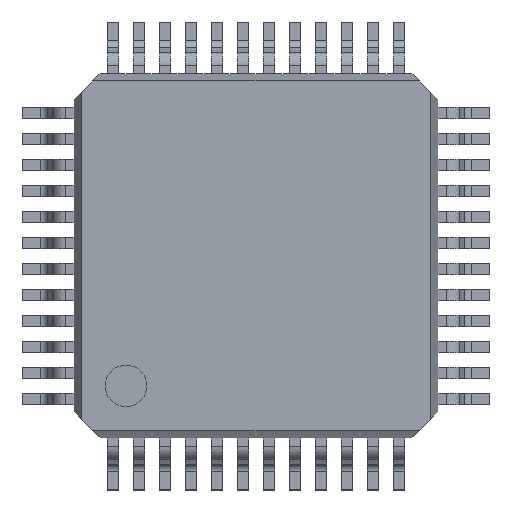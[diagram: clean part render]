
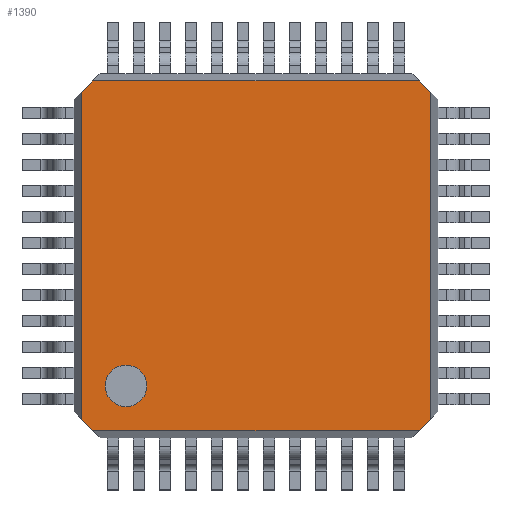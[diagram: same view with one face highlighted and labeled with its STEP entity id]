
A CAD part, top view. The second image highlights one B-rep face of the part: STEP entity #1390.
In plain terms, the highlighted planar face has unit normal (0, 0, 1).
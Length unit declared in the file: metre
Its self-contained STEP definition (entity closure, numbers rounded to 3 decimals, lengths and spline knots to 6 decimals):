
#1390 = ADVANCED_FACE( 'NONE', ( #3129, #3130 ), #3131, .F. );
#3129 = FACE_OUTER_BOUND( '', #5214, .T. );
#3130 = FACE_BOUND( '', #5215, .T. );
#3131 = PLANE( '', #5216 );
#5214 = EDGE_LOOP( '', ( #9463, #9464, #9465, #9466, #9467, #9468, #9469, #9470 ) );
#5215 = EDGE_LOOP( '', ( #9471 ) );
#5216 = AXIS2_PLACEMENT_3D( '', #9472, #9473, #9474 );
#9463 = ORIENTED_EDGE( '', *, *, #14521, .T. );
#9464 = ORIENTED_EDGE( '', *, *, #13146, .F. );
#9465 = ORIENTED_EDGE( '', *, *, #14522, .T. );
#9466 = ORIENTED_EDGE( '', *, *, #13886, .F. );
#9467 = ORIENTED_EDGE( '', *, *, #14159, .T. );
#9468 = ORIENTED_EDGE( '', *, *, #13154, .F. );
#9469 = ORIENTED_EDGE( '', *, *, #14523, .T. );
#9470 = ORIENTED_EDGE( '', *, *, #14392, .F. );
#9471 = ORIENTED_EDGE( '', *, *, #13352, .F. );
#9472 = CARTESIAN_POINT( '', ( -0.021284, 0., 0.0007 ) );
#9473 = DIRECTION( '', ( 0., 0., -1. ) );
#9474 = DIRECTION( '', ( 0., -1., 0. ) );
#13146 = EDGE_CURVE( 'NONE', #15996, #15983, #15998, .T. );
#13154 = EDGE_CURVE( 'NONE', #16010, #16000, #16012, .T. );
#13352 = EDGE_CURVE( 'NONE', #16348, #16348, #16349, .T. );
#13886 = EDGE_CURVE( 'NONE', #17216, #17206, #17218, .T. );
#14159 = EDGE_CURVE( 'NONE', #17216, #16000, #17640, .T. );
#14392 = EDGE_CURVE( 'NONE', #17954, #17956, #17957, .T. );
#14521 = EDGE_CURVE( 'NONE', #17954, #15983, #18138, .T. );
#14522 = EDGE_CURVE( 'NONE', #15996, #17206, #18139, .T. );
#14523 = EDGE_CURVE( 'NONE', #16010, #17956, #18140, .T. );
#15983 = VERTEX_POINT( 'NONE', #19972 );
#15996 = VERTEX_POINT( 'NONE', #19991 );
#15998 = LINE( '', #19994, #19995 );
#16000 = VERTEX_POINT( 'NONE', #19997 );
#16010 = VERTEX_POINT( 'NONE', #20012 );
#16012 = LINE( '', #20015, #20016 );
#16348 = VERTEX_POINT( '', #20478 );
#16349 = CIRCLE( '', #20479, 0.0004 );
#17206 = VERTEX_POINT( 'NONE', #21665 );
#17216 = VERTEX_POINT( 'NONE', #21680 );
#17218 = LINE( '', #21683, #21684 );
#17640 = LINE( '', #22268, #22269 );
#17954 = VERTEX_POINT( 'NONE', #22724 );
#17956 = VERTEX_POINT( 'NONE', #22727 );
#17957 = LINE( '', #22728, #22729 );
#18138 = LINE( '', #22984, #22985 );
#18139 = LINE( '', #22986, #22987 );
#18140 = LINE( '', #22988, #22989 );
#19972 = CARTESIAN_POINT( '', ( 0.003364, 0.003136, 0.0007 ) );
#19991 = CARTESIAN_POINT( '', ( 0.003136, 0.003364, 0.0007 ) );
#19994 = CARTESIAN_POINT( '', ( 0.003136, 0.003364, 0.0007 ) );
#19995 = VECTOR( '', #24751, 1. );
#19997 = CARTESIAN_POINT( '', ( -0.003364, -0.003136, 0.0007 ) );
#20012 = CARTESIAN_POINT( '', ( -0.003136, -0.003364, 0.0007 ) );
#20015 = CARTESIAN_POINT( '', ( -0.003136, -0.003364, 0.0007 ) );
#20016 = VECTOR( '', #24758, 1. );
#20478 = CARTESIAN_POINT( '', ( -0.0021, -0.0025, 0.0007 ) );
#20479 = AXIS2_PLACEMENT_3D( '', #24984, #24985, #24986 );
#21665 = CARTESIAN_POINT( '', ( -0.003136, 0.003364, 0.0007 ) );
#21680 = CARTESIAN_POINT( '', ( -0.003364, 0.003136, 0.0007 ) );
#21683 = CARTESIAN_POINT( '', ( -0.003364, 0.003136, 0.0007 ) );
#21684 = VECTOR( '', #25604, 1. );
#22268 = CARTESIAN_POINT( '', ( -0.003364, 0.0035, 0.0007 ) );
#22269 = VECTOR( '', #25923, 1. );
#22724 = CARTESIAN_POINT( '', ( 0.003364, -0.003136, 0.0007 ) );
#22727 = CARTESIAN_POINT( '', ( 0.003136, -0.003364, 0.0007 ) );
#22728 = CARTESIAN_POINT( '', ( 0.003364, -0.003136, 0.0007 ) );
#22729 = VECTOR( '', #26186, 1. );
#22984 = CARTESIAN_POINT( '', ( 0.003364, 0.0035, 0.0007 ) );
#22985 = VECTOR( '', #26327, 1. );
#22986 = CARTESIAN_POINT( '', ( -0.0035, 0.003364, 0.0007 ) );
#22987 = VECTOR( '', #26328, 1. );
#22988 = CARTESIAN_POINT( '', ( -0.0035, -0.003364, 0.0007 ) );
#22989 = VECTOR( '', #26329, 1. );
#24751 = DIRECTION( '', ( 0.707, -0.707, 0. ) );
#24758 = DIRECTION( '', ( -0.707, 0.707, 0. ) );
#24984 = CARTESIAN_POINT( '', ( -0.0025, -0.0025, 0.0007 ) );
#24985 = DIRECTION( '', ( 0., 0., 1. ) );
#24986 = DIRECTION( '', ( 1., 0., 0. ) );
#25604 = DIRECTION( '', ( 0.707, 0.707, 0. ) );
#25923 = DIRECTION( '', ( 0., -1., 0. ) );
#26186 = DIRECTION( '', ( -0.707, -0.707, 0. ) );
#26327 = DIRECTION( '', ( 0., 1., 0. ) );
#26328 = DIRECTION( '', ( -1., 0., 0. ) );
#26329 = DIRECTION( '', ( 1., 0., 0. ) );
